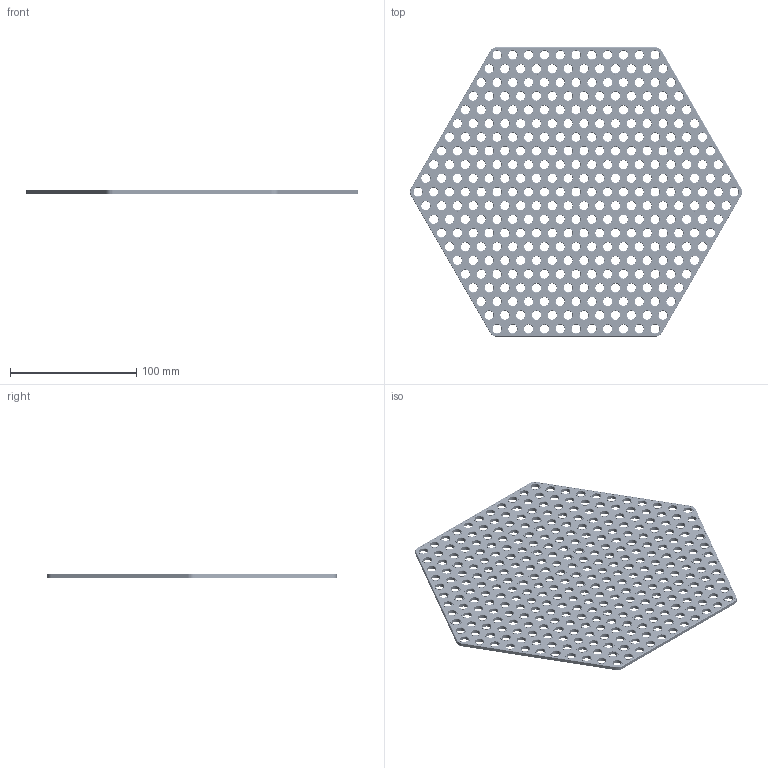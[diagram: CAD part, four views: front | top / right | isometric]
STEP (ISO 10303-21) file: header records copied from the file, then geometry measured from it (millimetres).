
FILE_DESCRIPTION(('FreeCAD Model'),'2;1');
FILE_NAME('Open CASCADE Shape Model','2024-01-31T19:19:32',(''),(''), 'Open CASCADE STEP processor 7.6','FreeCAD','Unknown');
FILE_SCHEMA(('AUTOMOTIVE_DESIGN { 1 0 10303 214 1 1 1 1 }'));
Products named in the file (1): Plate HEX CRNR BU21x00.25 - SPN-PLT-0010 (stemfie.org)
Bounding box: 262.5 x 229.01 x 3.12 mm (x, y, z)
Volume: 96831.4 mm3; surface area: 89859.4 mm2
Topology: 1 solids, 1 shells, 2406 faces, 5696 edges, 3656 vertices
Faces by surface type: cone 936, cylinder 674, plane 658, extrusion 138
Full cylindrical faces by diameter (mm): 7 x331, 9.2 x331
Entity records: 147896 total; most frequent: CARTESIAN_POINT 31953, DIRECTION 21854, ORIENTED_EDGE 11392, PCURVE 11392, DEFINITIONAL_REPRESENTATION 11392, VECTOR 10668, LINE 10530, EDGE_CURVE 5696
